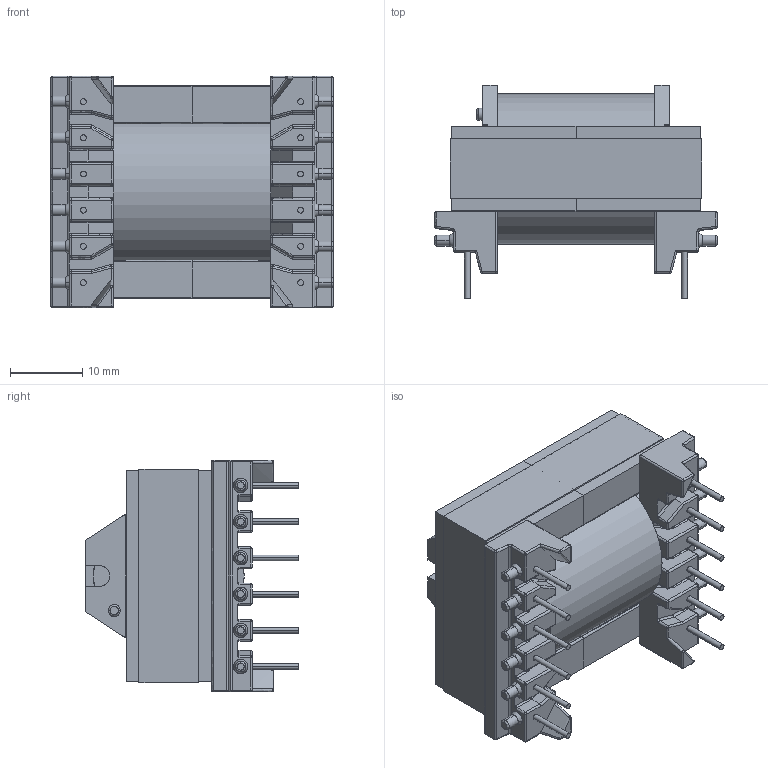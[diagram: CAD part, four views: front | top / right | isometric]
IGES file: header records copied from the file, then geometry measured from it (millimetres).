
Start section: SolidWorks IGES file using analytic representation for surfaces
Global section: file name: ER28-17_5652.IGS; native system: SolidWorks 2017; preprocessor: SolidWorks 2017; author: tisha.pedersen; date: 190131.145606; units: millimetre
Bounding box: 39 x 29.5 x 32 mm (x, y, z)
Surface area: 14565.1 mm2 (no closed solid volume)
Topology: 0 solids, 0 shells, 574 faces, 4742 edges, 4700 vertices
Faces by surface type: revolution 325, bspline 249
